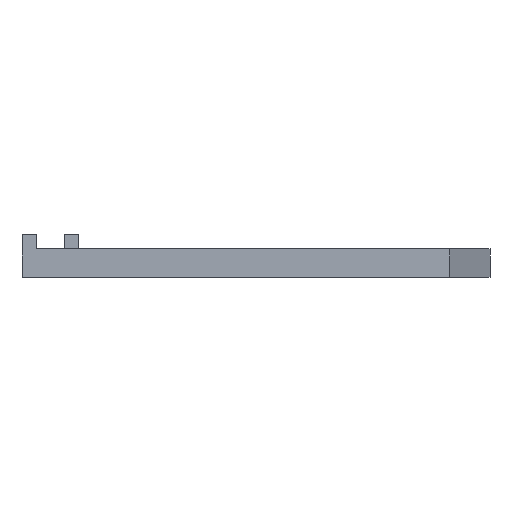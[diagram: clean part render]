
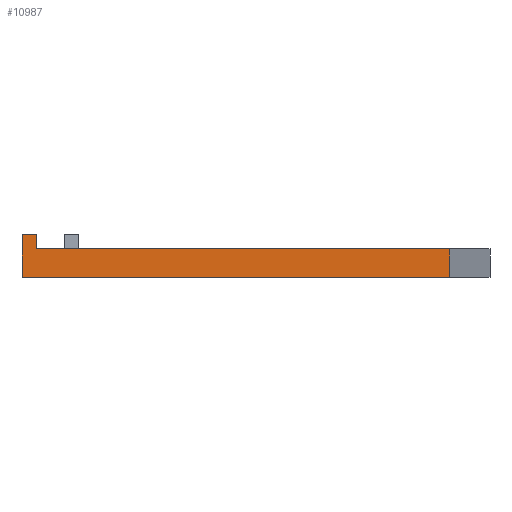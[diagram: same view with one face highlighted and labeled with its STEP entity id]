
A CAD part, left-side view. The second image highlights one B-rep face of the part: STEP entity #10987.
In plain terms, the highlighted planar face has unit normal (-1, 0, 0).
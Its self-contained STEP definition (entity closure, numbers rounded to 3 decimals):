
#126 = PLANE('',#127);
#127 = AXIS2_PLACEMENT_3D('',#128,#129,#130);
#128 = CARTESIAN_POINT('',(51.,5.644,4.));
#129 = DIRECTION('',(0.,0.,-1.));
#130 = DIRECTION('',(-1.,0.,-0.));
#1395 = VERTEX_POINT('',#1396);
#1396 = CARTESIAN_POINT('',(-51.,64.,4.));
#1410 = PLANE('',#1411);
#1411 = AXIS2_PLACEMENT_3D('',#1412,#1413,#1414);
#1412 = CARTESIAN_POINT('',(-51.,64.,4.));
#1413 = DIRECTION('',(0.,-1.,0.));
#1414 = DIRECTION('',(0.,-0.,-1.));
#1422 = EDGE_CURVE('',#1423,#1395,#1425,.T.);
#1423 = VERTEX_POINT('',#1424);
#1424 = CARTESIAN_POINT('',(-51.,5.644,4.));
#1425 = SURFACE_CURVE('',#1426,(#1430,#1437),.PCURVE_S1.);
#1426 = LINE('',#1427,#1428);
#1427 = CARTESIAN_POINT('',(-51.,5.644,4.));
#1428 = VECTOR('',#1429,1.);
#1429 = DIRECTION('',(0.,1.,0.));
#1430 = PCURVE('',#126,#1431);
#1431 = DEFINITIONAL_REPRESENTATION('',(#1432),#1436);
#1432 = LINE('',#1433,#1434);
#1433 = CARTESIAN_POINT('',(102.,0.));
#1434 = VECTOR('',#1435,1.);
#1435 = DIRECTION('',(0.,1.));
#1436 = ( GEOMETRIC_REPRESENTATION_CONTEXT(2) 
PARAMETRIC_REPRESENTATION_CONTEXT() REPRESENTATION_CONTEXT('2D SPACE',''
  ) );
#1437 = PCURVE('',#1438,#1443);
#1438 = PLANE('',#1439);
#1439 = AXIS2_PLACEMENT_3D('',#1440,#1441,#1442);
#1440 = CARTESIAN_POINT('',(-51.,5.644,0.));
#1441 = DIRECTION('',(1.,0.,0.));
#1442 = DIRECTION('',(-0.,0.,1.));
#1443 = DEFINITIONAL_REPRESENTATION('',(#1444),#1448);
#1444 = LINE('',#1445,#1446);
#1445 = CARTESIAN_POINT('',(4.,0.));
#1446 = VECTOR('',#1447,1.);
#1447 = DIRECTION('',(0.,-1.));
#1448 = ( GEOMETRIC_REPRESENTATION_CONTEXT(2) 
PARAMETRIC_REPRESENTATION_CONTEXT() REPRESENTATION_CONTEXT('2D SPACE',''
  ) );
#1466 = PLANE('',#1467);
#1467 = AXIS2_PLACEMENT_3D('',#1468,#1469,#1470);
#1468 = CARTESIAN_POINT('',(-43.247,2.822,2.));
#1469 = DIRECTION('',(0.342,0.94,0.));
#1470 = DIRECTION('',(0.94,-0.342,0.));
#7350 = EDGE_CURVE('',#7351,#1423,#7353,.T.);
#7351 = VERTEX_POINT('',#7352);
#7352 = CARTESIAN_POINT('',(-51.,5.644,0.));
#7353 = SURFACE_CURVE('',#7354,(#7358,#7365),.PCURVE_S1.);
#7354 = LINE('',#7355,#7356);
#7355 = CARTESIAN_POINT('',(-51.,5.644,0.));
#7356 = VECTOR('',#7357,1.);
#7357 = DIRECTION('',(0.,0.,1.));
#7358 = PCURVE('',#1466,#7359);
#7359 = DEFINITIONAL_REPRESENTATION('',(#7360),#7364);
#7360 = LINE('',#7361,#7362);
#7361 = CARTESIAN_POINT('',(-8.251,2.));
#7362 = VECTOR('',#7363,1.);
#7363 = DIRECTION('',(0.,-1.));
#7364 = ( GEOMETRIC_REPRESENTATION_CONTEXT(2) 
PARAMETRIC_REPRESENTATION_CONTEXT() REPRESENTATION_CONTEXT('2D SPACE',''
  ) );
#7365 = PCURVE('',#1438,#7366);
#7366 = DEFINITIONAL_REPRESENTATION('',(#7367),#7371);
#7367 = LINE('',#7368,#7369);
#7368 = CARTESIAN_POINT('',(0.,0.));
#7369 = VECTOR('',#7370,1.);
#7370 = DIRECTION('',(1.,0.));
#7371 = ( GEOMETRIC_REPRESENTATION_CONTEXT(2) 
PARAMETRIC_REPRESENTATION_CONTEXT() REPRESENTATION_CONTEXT('2D SPACE',''
  ) );
#7387 = PLANE('',#7388);
#7388 = AXIS2_PLACEMENT_3D('',#7389,#7390,#7391);
#7389 = CARTESIAN_POINT('',(26.,64.,0.));
#7390 = DIRECTION('',(0.,0.,1.));
#7391 = DIRECTION('',(1.,0.,-0.));
#7675 = EDGE_CURVE('',#7676,#7351,#7678,.T.);
#7676 = VERTEX_POINT('',#7677);
#7677 = CARTESIAN_POINT('',(-51.,66.,0.));
#7678 = SURFACE_CURVE('',#7679,(#7683,#7690),.PCURVE_S1.);
#7679 = LINE('',#7680,#7681);
#7680 = CARTESIAN_POINT('',(-51.,66.,0.));
#7681 = VECTOR('',#7682,1.);
#7682 = DIRECTION('',(0.,-1.,0.));
#7683 = PCURVE('',#7387,#7684);
#7684 = DEFINITIONAL_REPRESENTATION('',(#7685),#7689);
#7685 = LINE('',#7686,#7687);
#7686 = CARTESIAN_POINT('',(-77.,2.));
#7687 = VECTOR('',#7688,1.);
#7688 = DIRECTION('',(0.,-1.));
#7689 = ( GEOMETRIC_REPRESENTATION_CONTEXT(2) 
PARAMETRIC_REPRESENTATION_CONTEXT() REPRESENTATION_CONTEXT('2D SPACE',''
  ) );
#7690 = PCURVE('',#1438,#7691);
#7691 = DEFINITIONAL_REPRESENTATION('',(#7692),#7696);
#7692 = LINE('',#7693,#7694);
#7693 = CARTESIAN_POINT('',(0.,-60.356));
#7694 = VECTOR('',#7695,1.);
#7695 = DIRECTION('',(0.,1.));
#7696 = ( GEOMETRIC_REPRESENTATION_CONTEXT(2) 
PARAMETRIC_REPRESENTATION_CONTEXT() REPRESENTATION_CONTEXT('2D SPACE',''
  ) );
#7714 = PLANE('',#7715);
#7715 = AXIS2_PLACEMENT_3D('',#7716,#7717,#7718);
#7716 = CARTESIAN_POINT('',(-26.,66.,6.));
#7717 = DIRECTION('',(0.,-1.,-0.));
#7718 = DIRECTION('',(0.,0.,-1.));
#10855 = PLANE('',#10856);
#10856 = AXIS2_PLACEMENT_3D('',#10857,#10858,#10859);
#10857 = CARTESIAN_POINT('',(-26.,64.,6.));
#10858 = DIRECTION('',(0.,0.,-1.));
#10859 = DIRECTION('',(-1.,0.,-0.));
#10875 = VERTEX_POINT('',#10876);
#10876 = CARTESIAN_POINT('',(-51.,66.,6.));
#10897 = EDGE_CURVE('',#10898,#10875,#10900,.T.);
#10898 = VERTEX_POINT('',#10899);
#10899 = CARTESIAN_POINT('',(-51.,64.,6.));
#10900 = SURFACE_CURVE('',#10901,(#10905,#10912),.PCURVE_S1.);
#10901 = LINE('',#10902,#10903);
#10902 = CARTESIAN_POINT('',(-51.,64.,6.));
#10903 = VECTOR('',#10904,1.);
#10904 = DIRECTION('',(0.,1.,0.));
#10905 = PCURVE('',#10855,#10906);
#10906 = DEFINITIONAL_REPRESENTATION('',(#10907),#10911);
#10907 = LINE('',#10908,#10909);
#10908 = CARTESIAN_POINT('',(25.,0.));
#10909 = VECTOR('',#10910,1.);
#10910 = DIRECTION('',(0.,1.));
#10911 = ( GEOMETRIC_REPRESENTATION_CONTEXT(2) 
PARAMETRIC_REPRESENTATION_CONTEXT() REPRESENTATION_CONTEXT('2D SPACE',''
  ) );
#10912 = PCURVE('',#1438,#10913);
#10913 = DEFINITIONAL_REPRESENTATION('',(#10914),#10918);
#10914 = LINE('',#10915,#10916);
#10915 = CARTESIAN_POINT('',(6.,-58.356));
#10916 = VECTOR('',#10917,1.);
#10917 = DIRECTION('',(0.,-1.));
#10918 = ( GEOMETRIC_REPRESENTATION_CONTEXT(2) 
PARAMETRIC_REPRESENTATION_CONTEXT() REPRESENTATION_CONTEXT('2D SPACE',''
  ) );
#10966 = EDGE_CURVE('',#10875,#7676,#10967,.T.);
#10967 = SURFACE_CURVE('',#10968,(#10972,#10979),.PCURVE_S1.);
#10968 = LINE('',#10969,#10970);
#10969 = CARTESIAN_POINT('',(-51.,66.,6.));
#10970 = VECTOR('',#10971,1.);
#10971 = DIRECTION('',(0.,0.,-1.));
#10972 = PCURVE('',#7714,#10973);
#10973 = DEFINITIONAL_REPRESENTATION('',(#10974),#10978);
#10974 = LINE('',#10975,#10976);
#10975 = CARTESIAN_POINT('',(0.,-25.));
#10976 = VECTOR('',#10977,1.);
#10977 = DIRECTION('',(1.,0.));
#10978 = ( GEOMETRIC_REPRESENTATION_CONTEXT(2) 
PARAMETRIC_REPRESENTATION_CONTEXT() REPRESENTATION_CONTEXT('2D SPACE',''
  ) );
#10979 = PCURVE('',#1438,#10980);
#10980 = DEFINITIONAL_REPRESENTATION('',(#10981),#10985);
#10981 = LINE('',#10982,#10983);
#10982 = CARTESIAN_POINT('',(6.,-60.356));
#10983 = VECTOR('',#10984,1.);
#10984 = DIRECTION('',(-1.,0.));
#10985 = ( GEOMETRIC_REPRESENTATION_CONTEXT(2) 
PARAMETRIC_REPRESENTATION_CONTEXT() REPRESENTATION_CONTEXT('2D SPACE',''
  ) );
#10987 = ADVANCED_FACE('',(#10988),#1438,.F.);
#10988 = FACE_BOUND('',#10989,.T.);
#10989 = EDGE_LOOP('',(#10990,#10991,#10992,#11013,#11014,#11015));
#10990 = ORIENTED_EDGE('',*,*,#7350,.T.);
#10991 = ORIENTED_EDGE('',*,*,#1422,.T.);
#10992 = ORIENTED_EDGE('',*,*,#10993,.T.);
#10993 = EDGE_CURVE('',#1395,#10898,#10994,.T.);
#10994 = SURFACE_CURVE('',#10995,(#10999,#11006),.PCURVE_S1.);
#10995 = LINE('',#10996,#10997);
#10996 = CARTESIAN_POINT('',(-51.,64.,4.));
#10997 = VECTOR('',#10998,1.);
#10998 = DIRECTION('',(0.,0.,1.));
#10999 = PCURVE('',#1438,#11000);
#11000 = DEFINITIONAL_REPRESENTATION('',(#11001),#11005);
#11001 = LINE('',#11002,#11003);
#11002 = CARTESIAN_POINT('',(4.,-58.356));
#11003 = VECTOR('',#11004,1.);
#11004 = DIRECTION('',(1.,0.));
#11005 = ( GEOMETRIC_REPRESENTATION_CONTEXT(2) 
PARAMETRIC_REPRESENTATION_CONTEXT() REPRESENTATION_CONTEXT('2D SPACE',''
  ) );
#11006 = PCURVE('',#1410,#11007);
#11007 = DEFINITIONAL_REPRESENTATION('',(#11008),#11012);
#11008 = LINE('',#11009,#11010);
#11009 = CARTESIAN_POINT('',(0.,0.));
#11010 = VECTOR('',#11011,1.);
#11011 = DIRECTION('',(-1.,0.));
#11012 = ( GEOMETRIC_REPRESENTATION_CONTEXT(2) 
PARAMETRIC_REPRESENTATION_CONTEXT() REPRESENTATION_CONTEXT('2D SPACE',''
  ) );
#11013 = ORIENTED_EDGE('',*,*,#10897,.T.);
#11014 = ORIENTED_EDGE('',*,*,#10966,.T.);
#11015 = ORIENTED_EDGE('',*,*,#7675,.T.);
